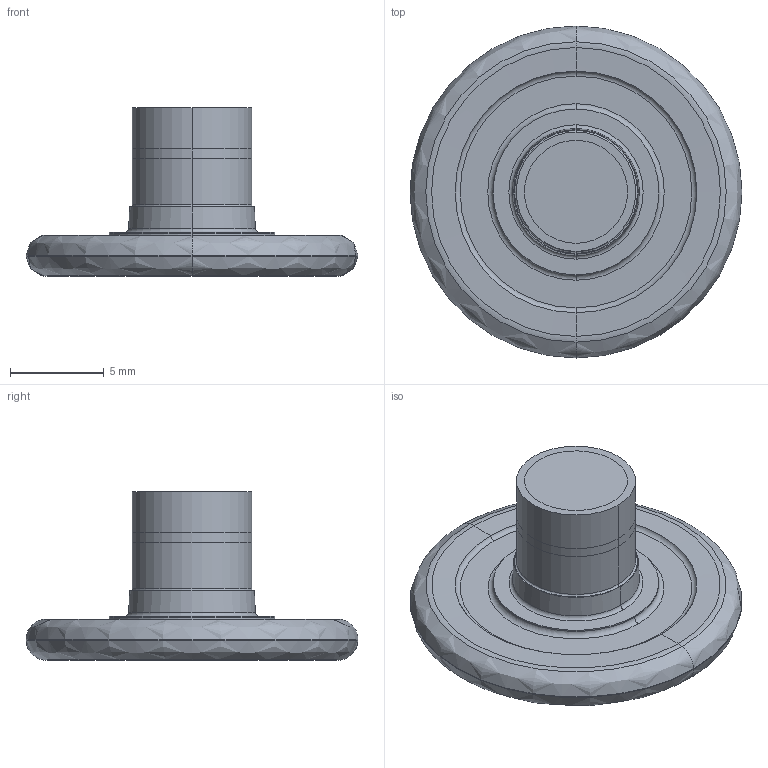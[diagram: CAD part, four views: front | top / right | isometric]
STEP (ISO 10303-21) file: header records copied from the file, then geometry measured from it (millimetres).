
FILE_DESCRIPTION((''),'2;1');
FILE_NAME('16T17722T6RP11','2016-02-12T',('thielmann'),(''),'PRO/ENGINEER BY PARAMETRIC TECHNOLOGY CORPORATION, 2011490','PRO/ENGINEER BY PARAMETRIC TECHNOLOGY CORPORATION, 2011490','');
FILE_SCHEMA(('AUTOMOTIVE_DESIGN { 1 2 10303 214 0 1 1 1 }'));
Length unit declared in the file: millimetre
Products named in the file (3): NOCUT; CUT; 16T17722T6RP11
Assembly tree (2 placements, depth 2):
  16T17722T6RP11
    NOCUT
    CUT
Bounding box: 17.7 x 17.7 x 8.99 mm (x, y, z)
Volume: 676.8 mm3; surface area: 800.9 mm2
Topology: 2 solids, 2 shells, 47 faces, 96 edges, 55 vertices
Faces by surface type: cylinder 14, torus 12, cone 8, plane 5, bspline 4, revolution 4
Entity records: 2008 total; most frequent: CARTESIAN_POINT 495, DIRECTION 262, ORIENTED_EDGE 184, AXIS2_PLACEMENT_3D 117, PRESENTATION_STYLE_ASSIGNMENT 101, STYLED_ITEM 101, CURVE_STYLE 99, EDGE_CURVE 92
